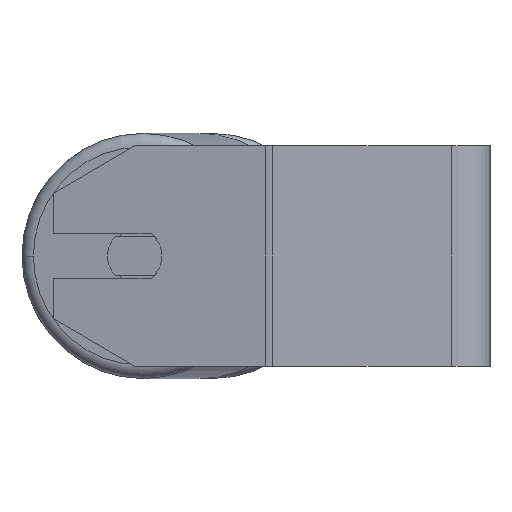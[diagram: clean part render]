
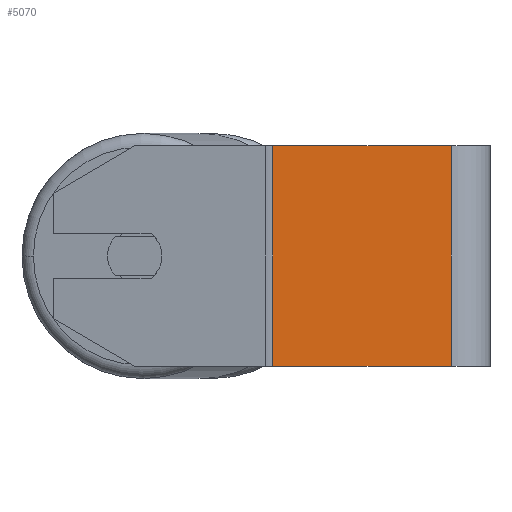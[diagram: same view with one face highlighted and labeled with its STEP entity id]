
A CAD part, left-side view. The second image highlights one B-rep face of the part: STEP entity #5070.
In plain terms, the highlighted planar face has unit normal (-1, 0, 0).
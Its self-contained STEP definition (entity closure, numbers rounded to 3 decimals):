
#150 = AXIS2_PLACEMENT_3D ( 'NONE', #6898, #479, #8144 ) ;
#315 = VECTOR ( 'NONE', #7481, 1000. ) ;
#476 = CARTESIAN_POINT ( 'NONE',  ( -240., 14., -40. ) ) ;
#479 = DIRECTION ( 'NONE',  ( 1., 0., 0. ) ) ;
#534 = DIRECTION ( 'NONE',  ( 0., -1., 0. ) ) ;
#1351 = LINE ( 'NONE', #2552, #8009 ) ;
#1971 = CARTESIAN_POINT ( 'NONE',  ( -240., 14., 40. ) ) ;
#2291 = ORIENTED_EDGE ( 'NONE', *, *, #2473, .F. ) ;
#2431 = PLANE ( 'NONE',  #150 ) ;
#2473 = EDGE_CURVE ( 'NONE', #4283, #4920, #1351, .T. ) ;
#2474 = FACE_OUTER_BOUND ( 'NONE', #3260, .T. ) ;
#2552 = CARTESIAN_POINT ( 'NONE',  ( -240., 80.18, 40. ) ) ;
#3260 = EDGE_LOOP ( 'NONE', ( #7978, #6822, #2291, #3368 ) ) ;
#3368 = ORIENTED_EDGE ( 'NONE', *, *, #7228, .T. ) ;
#3538 = CARTESIAN_POINT ( 'NONE',  ( -240., 14., 40. ) ) ;
#3570 = LINE ( 'NONE', #8129, #315 ) ;
#3802 = CARTESIAN_POINT ( 'NONE',  ( -240., 80.18, -40. ) ) ;
#3947 = VERTEX_POINT ( 'NONE', #476 ) ;
#4283 = VERTEX_POINT ( 'NONE', #6405 ) ;
#4761 = CARTESIAN_POINT ( 'NONE',  ( -240., 78.955, -40. ) ) ;
#4796 = VECTOR ( 'NONE', #534, 1000. ) ;
#4920 = VERTEX_POINT ( 'NONE', #3538 ) ;
#5044 = LINE ( 'NONE', #3802, #4796 ) ;
#5070 = ADVANCED_FACE ( 'NONE', ( #2474 ), #2431, .F. ) ;
#5192 = DIRECTION ( 'NONE',  ( 0., -1., 0. ) ) ;
#5951 = DIRECTION ( 'NONE',  ( 0., 0., -1. ) ) ;
#6405 = CARTESIAN_POINT ( 'NONE',  ( -240., 78.955, 40. ) ) ;
#6822 = ORIENTED_EDGE ( 'NONE', *, *, #8151, .F. ) ;
#6846 = VECTOR ( 'NONE', #5951, 1000. ) ;
#6898 = CARTESIAN_POINT ( 'NONE',  ( -240., 80.18, 40. ) ) ;
#7002 = VERTEX_POINT ( 'NONE', #4761 ) ;
#7228 = EDGE_CURVE ( 'NONE', #4283, #7002, #3570, .T. ) ;
#7481 = DIRECTION ( 'NONE',  ( 0., 0., -1. ) ) ;
#7643 = EDGE_CURVE ( 'NONE', #7002, #3947, #5044, .T. ) ;
#7927 = LINE ( 'NONE', #1971, #6846 ) ;
#7978 = ORIENTED_EDGE ( 'NONE', *, *, #7643, .T. ) ;
#8009 = VECTOR ( 'NONE', #5192, 1000. ) ;
#8129 = CARTESIAN_POINT ( 'NONE',  ( -240., 78.955, 40. ) ) ;
#8144 = DIRECTION ( 'NONE',  ( 0., 0., -1. ) ) ;
#8151 = EDGE_CURVE ( 'NONE', #4920, #3947, #7927, .T. ) ;
